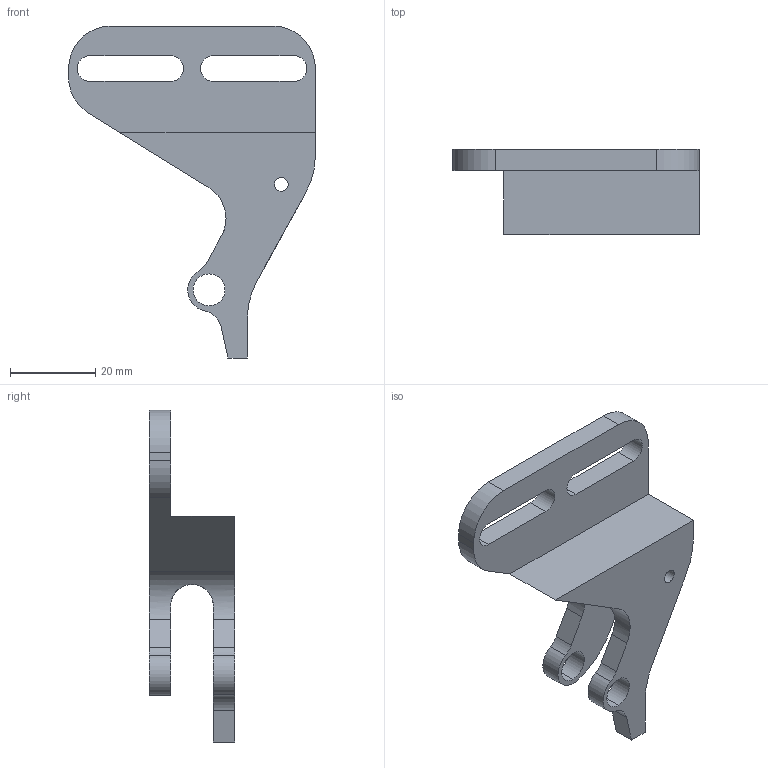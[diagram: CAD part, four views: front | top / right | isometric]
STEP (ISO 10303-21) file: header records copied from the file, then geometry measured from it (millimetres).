
FILE_DESCRIPTION(('CATIA V5 STEP Exchange','CAx-IF Rec.Pracs.--- Model Styling and Organization---1.2---2011-12-15'),'2;1');
FILE_NAME('Support_Tendeur_RT.stp','2022-01-29T08:53:37+00:00',('none'),('none'),'Version 5-6 Release 2012','CATIA V5 STEP AP214','none');
FILE_SCHEMA(('AUTOMOTIVE_DESIGN { 1 0 10303 214 1 1 1 1 }'));
Length unit declared in the file: millimetre
Products named in the file (1): Support_Tendeur
Bounding box: 58 x 20 x 78 mm (x, y, z)
Volume: 19410.9 mm3; surface area: 8662.8 mm2
Topology: 1 solids, 1 shells, 44 faces, 128 edges, 86 vertices
Faces by surface type: cylinder 23, plane 21
Entity records: 1449 total; most frequent: CARTESIAN_POINT 283, ORIENTED_EDGE 256, DIRECTION 194, EDGE_CURVE 128, VERTEX_POINT 86, AXIS2_PLACEMENT_3D 83, VECTOR 78, LINE 78
